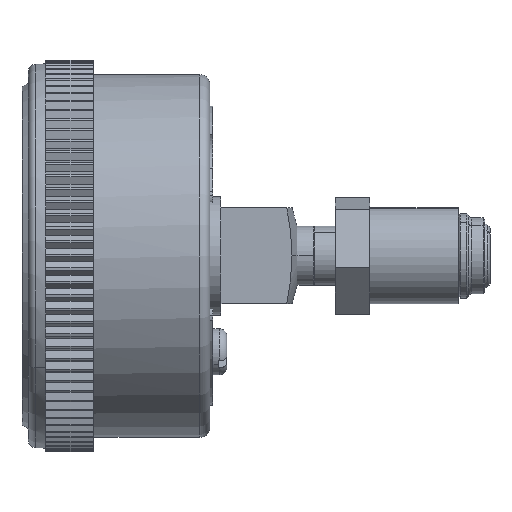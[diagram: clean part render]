
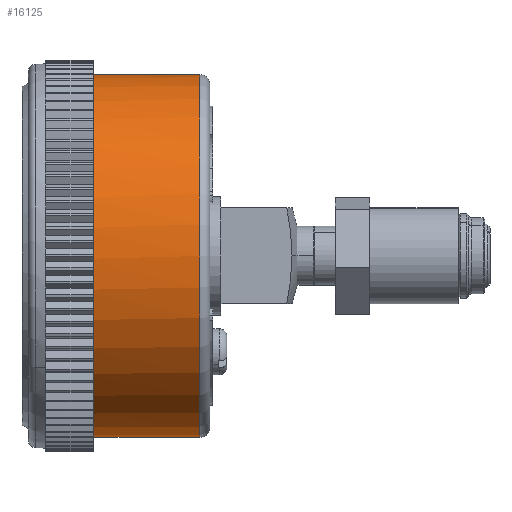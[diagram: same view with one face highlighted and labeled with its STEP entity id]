
A CAD part, left-side view. The second image highlights one B-rep face of the part: STEP entity #16125.
In plain terms, the highlighted cylindrical face has radius 26.988 mm (diameter 53.975 mm), a partial arc.
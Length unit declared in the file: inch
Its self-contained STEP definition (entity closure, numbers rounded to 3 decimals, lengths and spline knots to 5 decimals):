
#92 = CARTESIAN_POINT ( 'NONE',  ( 0., 0.67, 0. ) ) ;
#864 = DIRECTION ( 'NONE',  ( 0., -1., 0. ) ) ;
#1480 = CARTESIAN_POINT ( 'NONE',  ( 0., 1.40359, 1.0625 ) ) ;
#1587 = CARTESIAN_POINT ( 'NONE',  ( -1.0625, 1.39178, 0.4401 ) ) ;
#2037 = EDGE_CURVE ( 'NONE', #17897, #17636, #6186, .T. ) ;
#2122 = DIRECTION ( 'NONE',  ( 0., 0., -1. ) ) ;
#2545 = ORIENTED_EDGE ( 'NONE', *, *, #2037, .F. ) ;
#2833 = AXIS2_PLACEMENT_3D ( 'NONE', #92, #6533, #15955 ) ;
#3078 = CARTESIAN_POINT ( 'NONE',  ( -1.0625, 1.3839, -0.4401 ) ) ;
#3185 = CARTESIAN_POINT ( 'NONE',  ( 0., 1.40359, 1.0625 ) ) ;
#3610 = FACE_OUTER_BOUND ( 'NONE', #13882, .T. ) ;
#4184 = CARTESIAN_POINT ( 'NONE',  ( 0., 1.40359, 1.0625 ) ) ;
#4693 = CARTESIAN_POINT ( 'NONE',  ( 0., 1.37209, -1.0625 ) ) ;
#5078 = DIRECTION ( 'NONE',  ( 0., -1., 0. ) ) ;
#5429 = CYLINDRICAL_SURFACE ( 'NONE', #11475, 1.0625 ) ;
#6186 =( BOUNDED_CURVE ( )  B_SPLINE_CURVE ( 2, ( #4693, #17758, #16264, #3078, #11437, #1587, #9626, #16158, #14545, #1480, #3185 ),
 .UNSPECIFIED., .F., .F. ) 
 B_SPLINE_CURVE_WITH_KNOTS ( ( 3, 2, 2, 2, 2, 3 ),
 ( 0., 0.03125, 0.0625, 0.09375, 0.125, 0.125 ),
 .UNSPECIFIED. ) 
 CURVE ( )  GEOMETRIC_REPRESENTATION_ITEM ( )  RATIONAL_B_SPLINE_CURVE ( ( 1., 0.924, 1., 0.924, 1., 0.924, 1., 0.924, 1., 1., 1. ) ) 
 REPRESENTATION_ITEM ( '' )  );
#6382 = CARTESIAN_POINT ( 'NONE',  ( 0., 0.65, -1.0625 ) ) ;
#6533 = DIRECTION ( 'NONE',  ( 0., 1., 0. ) ) ;
#6753 = CARTESIAN_POINT ( 'NONE',  ( 0., 1.37209, -1.0625 ) ) ;
#7632 = CIRCLE ( 'NONE', #2833, 1.0625 ) ;
#9211 = LINE ( 'NONE', #14038, #18224 ) ;
#9626 = CARTESIAN_POINT ( 'NONE',  ( -0.7513, 1.39571, 0.7513 ) ) ;
#11402 = LINE ( 'NONE', #6382, #14718 ) ;
#11437 = CARTESIAN_POINT ( 'NONE',  ( -1.0625, 1.38784, 0. ) ) ;
#11475 = AXIS2_PLACEMENT_3D ( 'NONE', #16901, #11964, #2122 ) ;
#11964 = DIRECTION ( 'NONE',  ( 0., -1., 0. ) ) ;
#12181 = EDGE_CURVE ( 'NONE', #17897, #19876, #11402, .T. ) ;
#13292 = ORIENTED_EDGE ( 'NONE', *, *, #17767, .T. ) ;
#13882 = EDGE_LOOP ( 'NONE', ( #19220, #2545, #16398, #13292 ) ) ;
#14038 = CARTESIAN_POINT ( 'NONE',  ( 0., 0.65, 1.0625 ) ) ;
#14545 = CARTESIAN_POINT ( 'NONE',  ( 0., 1.40359, 1.0625 ) ) ;
#14718 = VECTOR ( 'NONE', #5078, 39.37008 ) ;
#15955 = DIRECTION ( 'NONE',  ( 0., 0., -1. ) ) ;
#16059 = CARTESIAN_POINT ( 'NONE',  ( 0., 0.67, 1.0625 ) ) ;
#16125 = ADVANCED_FACE ( 'NONE', ( #3610 ), #5429, .T. ) ;
#16158 = CARTESIAN_POINT ( 'NONE',  ( -0.4401, 1.39965, 1.0625 ) ) ;
#16264 = CARTESIAN_POINT ( 'NONE',  ( -0.7513, 1.37996, -0.7513 ) ) ;
#16398 = ORIENTED_EDGE ( 'NONE', *, *, #12181, .T. ) ;
#16901 = CARTESIAN_POINT ( 'NONE',  ( 0., 0.65, 0. ) ) ;
#16952 = CARTESIAN_POINT ( 'NONE',  ( 0., 0.67, -1.0625 ) ) ;
#17636 = VERTEX_POINT ( 'NONE', #4184 ) ;
#17678 = EDGE_CURVE ( 'NONE', #17636, #18954, #9211, .T. ) ;
#17758 = CARTESIAN_POINT ( 'NONE',  ( -0.4401, 1.37603, -1.0625 ) ) ;
#17767 = EDGE_CURVE ( 'NONE', #19876, #18954, #7632, .T. ) ;
#17897 = VERTEX_POINT ( 'NONE', #6753 ) ;
#18224 = VECTOR ( 'NONE', #864, 39.37008 ) ;
#18954 = VERTEX_POINT ( 'NONE', #16059 ) ;
#19220 = ORIENTED_EDGE ( 'NONE', *, *, #17678, .F. ) ;
#19876 = VERTEX_POINT ( 'NONE', #16952 ) ;
